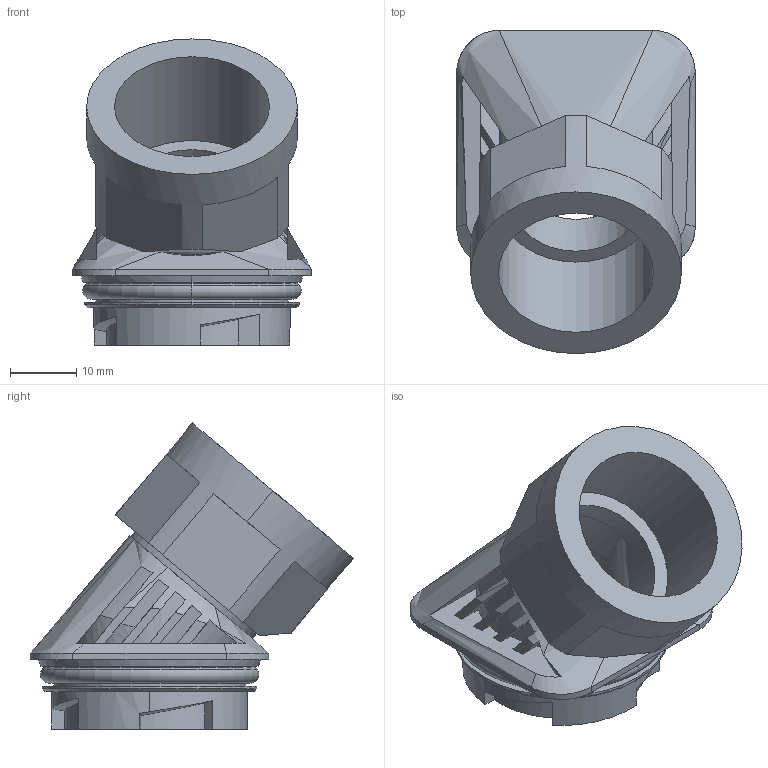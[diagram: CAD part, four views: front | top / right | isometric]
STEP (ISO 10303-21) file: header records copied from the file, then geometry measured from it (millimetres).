
FILE_DESCRIPTION(('Creo Elements/Direct Modeling STEP Export'),'2;1');
FILE_NAME('model.stp','2018-12-11T 8:01:19',(''),(''),'Creo Elements/Direct Modeling STEP processor for AP214 (Solid Model)','Creo Elements/Direct Modeling 18.1I 14-Aug-2016 (C) Parametric Technology GmbH','');
FILE_SCHEMA(('AUTOMOTIVE_DESIGN { 1 0 10303 214 1 1 1 1 }'));
Length unit declared in the file: millimetre
Products named in the file (2): HC_D_TA_M25_PLRBK-select
Assembly tree (1 placements, depth 2):
  HC_D_TA_M25_PLRBK-select
    HC_D_TA_M25_PLRBK-select
Bounding box: 36 x 48.79 x 46.2 mm (x, y, z)
Volume: 15204.4 mm3; surface area: 10175.4 mm2
Topology: 1 solids, 1 shells, 139 faces, 386 edges, 255 vertices
Faces by surface type: plane 72, cylinder 44, bspline 15, cone 4, torus 4
Entity records: 10553 total; most frequent: CARTESIAN_POINT 6094, ORIENTED_EDGE 770, DIRECTION 545, EDGE_CURVE 385, VERTEX_POINT 255, AXIS2_PLACEMENT_3D 193, VECTOR 159, LINE 159
